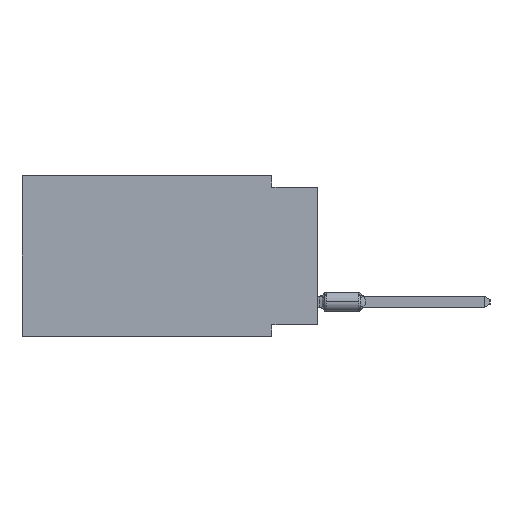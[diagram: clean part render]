
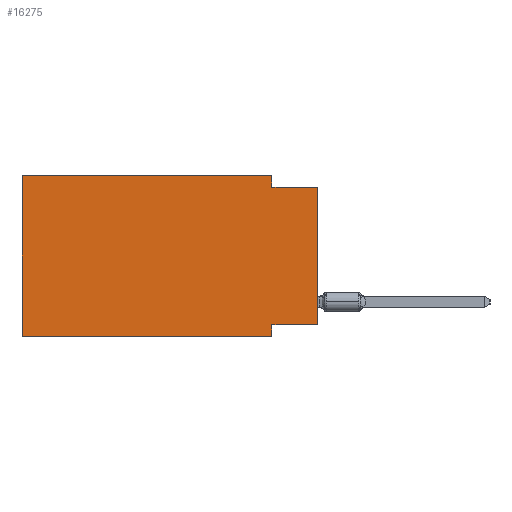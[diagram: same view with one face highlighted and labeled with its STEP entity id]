
A CAD part, left-side view. The second image highlights one B-rep face of the part: STEP entity #16275.
In plain terms, the highlighted planar face has unit normal (-1, 0, 0).
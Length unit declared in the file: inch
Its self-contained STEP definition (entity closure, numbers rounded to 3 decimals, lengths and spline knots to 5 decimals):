
#1015 = EDGE_CURVE ( 'NONE', #12296, #52217, #10671, .T. ) ;
#1568 = VECTOR ( 'NONE', #51608, 39.37008 ) ;
#3366 = DIRECTION ( 'NONE',  ( 0., 0., -1. ) ) ;
#5665 = EDGE_LOOP ( 'NONE', ( #33815, #26142, #31280, #33194, #22641, #18081, #43195, #49074 ) ) ;
#6094 = CARTESIAN_POINT ( 'NONE',  ( 0., 0.645, -0.35 ) ) ;
#6577 = VECTOR ( 'NONE', #11731, 39.37008 ) ;
#6720 = EDGE_CURVE ( 'NONE', #37165, #17819, #37276, .T. ) ;
#7445 = LINE ( 'NONE', #16912, #6577 ) ;
#8177 = DIRECTION ( 'NONE',  ( 0., -1., 0. ) ) ;
#8237 = EDGE_CURVE ( 'NONE', #17819, #52217, #45150, .T. ) ;
#9805 = LINE ( 'NONE', #24430, #46784 ) ;
#9891 = AXIS2_PLACEMENT_3D ( 'NONE', #50790, #37051, #32494 ) ;
#10671 = LINE ( 'NONE', #6094, #35314 ) ;
#11731 = DIRECTION ( 'NONE',  ( 0., 0., -1. ) ) ;
#12296 = VERTEX_POINT ( 'NONE', #40394 ) ;
#13518 = VERTEX_POINT ( 'NONE', #39807 ) ;
#15909 = LINE ( 'NONE', #53975, #17956 ) ;
#16275 = ADVANCED_FACE ( 'NONE', ( #33087 ), #18181, .F. ) ;
#16912 = CARTESIAN_POINT ( 'NONE',  ( 0., 0.1, 0. ) ) ;
#17819 = VERTEX_POINT ( 'NONE', #23904 ) ;
#17956 = VECTOR ( 'NONE', #21099, 39.37008 ) ;
#18081 = ORIENTED_EDGE ( 'NONE', *, *, #1015, .T. ) ;
#18181 = PLANE ( 'NONE',  #9891 ) ;
#18272 = LINE ( 'NONE', #32282, #31942 ) ;
#21099 = DIRECTION ( 'NONE',  ( 0., -1., 0. ) ) ;
#22641 = ORIENTED_EDGE ( 'NONE', *, *, #43088, .F. ) ;
#23904 = CARTESIAN_POINT ( 'NONE',  ( 0., 0.1, -0.325 ) ) ;
#24430 = CARTESIAN_POINT ( 'NONE',  ( 0., 0.645, 0. ) ) ;
#26142 = ORIENTED_EDGE ( 'NONE', *, *, #49530, .F. ) ;
#29506 = DIRECTION ( 'NONE',  ( 0., 0., 1. ) ) ;
#31280 = ORIENTED_EDGE ( 'NONE', *, *, #38384, .F. ) ;
#31897 = VERTEX_POINT ( 'NONE', #33162 ) ;
#31942 = VECTOR ( 'NONE', #8177, 39.37008 ) ;
#32282 = CARTESIAN_POINT ( 'NONE',  ( 0., 0., -0.025 ) ) ;
#32415 = CARTESIAN_POINT ( 'NONE',  ( 0., 0., -0.325 ) ) ;
#32488 = EDGE_CURVE ( 'NONE', #31897, #37223, #15909, .T. ) ;
#32494 = DIRECTION ( 'NONE',  ( 0., 0., -1. ) ) ;
#33087 = FACE_OUTER_BOUND ( 'NONE', #5665, .T. ) ;
#33162 = CARTESIAN_POINT ( 'NONE',  ( 0., 0.645, 0. ) ) ;
#33194 = ORIENTED_EDGE ( 'NONE', *, *, #32488, .F. ) ;
#33815 = ORIENTED_EDGE ( 'NONE', *, *, #48275, .T. ) ;
#34374 = LINE ( 'NONE', #47806, #34753 ) ;
#34425 = DIRECTION ( 'NONE',  ( 0., -1., 0. ) ) ;
#34753 = VECTOR ( 'NONE', #29506, 39.37008 ) ;
#35314 = VECTOR ( 'NONE', #34425, 39.37008 ) ;
#37051 = DIRECTION ( 'NONE',  ( 1., 0., 0. ) ) ;
#37165 = VERTEX_POINT ( 'NONE', #50628 ) ;
#37223 = VERTEX_POINT ( 'NONE', #50314 ) ;
#37276 = LINE ( 'NONE', #32415, #1568 ) ;
#38136 = DIRECTION ( 'NONE',  ( 0., 0., 1. ) ) ;
#38384 = EDGE_CURVE ( 'NONE', #37223, #13518, #7445, .T. ) ;
#39807 = CARTESIAN_POINT ( 'NONE',  ( 0., 0.1, -0.025 ) ) ;
#40394 = CARTESIAN_POINT ( 'NONE',  ( 0., 0.645, -0.35 ) ) ;
#40879 = CARTESIAN_POINT ( 'NONE',  ( 0., 0.1, -0.35 ) ) ;
#43088 = EDGE_CURVE ( 'NONE', #12296, #31897, #9805, .T. ) ;
#43195 = ORIENTED_EDGE ( 'NONE', *, *, #8237, .F. ) ;
#43518 = CARTESIAN_POINT ( 'NONE',  ( 0., 0.1, -0.35 ) ) ;
#45150 = LINE ( 'NONE', #40879, #51379 ) ;
#46458 = CARTESIAN_POINT ( 'NONE',  ( 0., 0., -0.025 ) ) ;
#46784 = VECTOR ( 'NONE', #38136, 39.37008 ) ;
#47806 = CARTESIAN_POINT ( 'NONE',  ( 0., 0., 0. ) ) ;
#48275 = EDGE_CURVE ( 'NONE', #37165, #58887, #34374, .T. ) ;
#49074 = ORIENTED_EDGE ( 'NONE', *, *, #6720, .F. ) ;
#49530 = EDGE_CURVE ( 'NONE', #13518, #58887, #18272, .T. ) ;
#50314 = CARTESIAN_POINT ( 'NONE',  ( 0., 0.1, 0. ) ) ;
#50628 = CARTESIAN_POINT ( 'NONE',  ( 0., 0., -0.325 ) ) ;
#50790 = CARTESIAN_POINT ( 'NONE',  ( 0., 0.645, 0. ) ) ;
#51379 = VECTOR ( 'NONE', #3366, 39.37008 ) ;
#51608 = DIRECTION ( 'NONE',  ( 0., 1., 0. ) ) ;
#52217 = VERTEX_POINT ( 'NONE', #43518 ) ;
#53975 = CARTESIAN_POINT ( 'NONE',  ( 0., 0.645, 0. ) ) ;
#58887 = VERTEX_POINT ( 'NONE', #46458 ) ;
